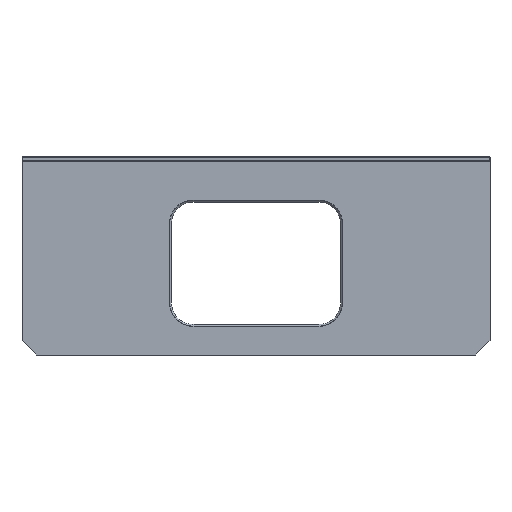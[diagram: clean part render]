
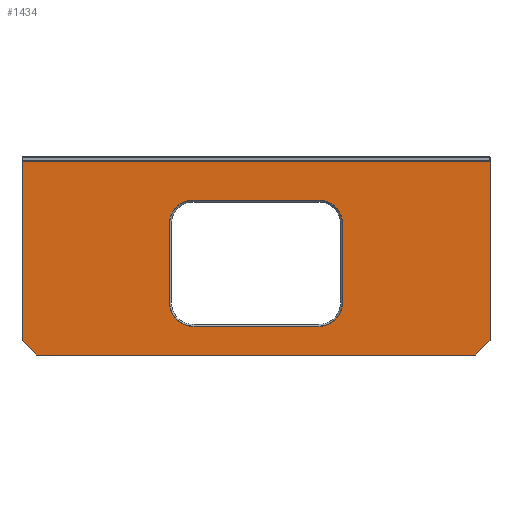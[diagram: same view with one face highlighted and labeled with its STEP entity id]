
A CAD part, top view. The second image highlights one B-rep face of the part: STEP entity #1434.
In plain terms, the highlighted planar face has unit normal (0, 0, 1).
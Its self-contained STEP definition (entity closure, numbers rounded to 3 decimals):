
#29 = CARTESIAN_POINT ( 'NONE',  ( 175., 140.414, 25. ) ) ;
#71 = VERTEX_POINT ( 'NONE', #1014 ) ;
#93 = ORIENTED_EDGE ( 'NONE', *, *, #1171, .T. ) ;
#95 = LINE ( 'NONE', #1618, #417 ) ;
#96 = CARTESIAN_POINT ( 'NONE',  ( -650., -290., 25. ) ) ;
#109 = ORIENTED_EDGE ( 'NONE', *, *, #1203, .T. ) ;
#114 = CARTESIAN_POINT ( 'NONE',  ( 650., 260., 25. ) ) ;
#118 = VERTEX_POINT ( 'NONE', #1488 ) ;
#186 = EDGE_CURVE ( 'NONE', #71, #1604, #1212, .T. ) ;
#237 = LINE ( 'NONE', #1319, #1617 ) ;
#276 = CARTESIAN_POINT ( 'NONE',  ( -650., 260., 25. ) ) ;
#291 = EDGE_CURVE ( 'NONE', #1649, #899, #1515, .T. ) ;
#294 = ORIENTED_EDGE ( 'NONE', *, *, #924, .T. ) ;
#313 = CIRCLE ( 'NONE', #618, 65.414 ) ;
#317 = DIRECTION ( 'NONE',  ( 0., 1., 0. ) ) ;
#330 = LINE ( 'NONE', #1554, #453 ) ;
#359 = AXIS2_PLACEMENT_3D ( 'NONE', #1017, #1415, #1442 ) ;
#365 = DIRECTION ( 'NONE',  ( 0., 0., -1. ) ) ;
#402 = VECTOR ( 'NONE', #910, 1000. ) ;
#417 = VECTOR ( 'NONE', #1336, 1000. ) ;
#423 = CARTESIAN_POINT ( 'NONE',  ( 175., -210.414, 25. ) ) ;
#427 = AXIS2_PLACEMENT_3D ( 'NONE', #1426, #448, #1564 ) ;
#434 = ORIENTED_EDGE ( 'NONE', *, *, #1055, .T. ) ;
#448 = DIRECTION ( 'NONE',  ( 0., 0., -1. ) ) ;
#453 = VECTOR ( 'NONE', #317, 1000. ) ;
#472 = EDGE_CURVE ( 'NONE', #631, #1115, #237, .T. ) ;
#473 = CARTESIAN_POINT ( 'NONE',  ( -175., 140.414, 25. ) ) ;
#497 = CARTESIAN_POINT ( 'NONE',  ( 0., 0., 25. ) ) ;
#505 = LINE ( 'NONE', #96, #539 ) ;
#532 = DIRECTION ( 'NONE',  ( 1., 0., 0. ) ) ;
#539 = VECTOR ( 'NONE', #1715, 1000. ) ;
#550 = VERTEX_POINT ( 'NONE', #473 ) ;
#565 = DIRECTION ( 'NONE',  ( 0.707, 0.707, 0. ) ) ;
#590 = LINE ( 'NONE', #1412, #691 ) ;
#618 = AXIS2_PLACEMENT_3D ( 'NONE', #1111, #721, #861 ) ;
#631 = VERTEX_POINT ( 'NONE', #423 ) ;
#641 = CARTESIAN_POINT ( 'NONE',  ( 610., -290., 25. ) ) ;
#691 = VECTOR ( 'NONE', #1142, 1000. ) ;
#695 = EDGE_LOOP ( 'NONE', ( #1034, #1064, #1532, #1494, #1483, #761 ) ) ;
#721 = DIRECTION ( 'NONE',  ( 0., 0., -1. ) ) ;
#761 = ORIENTED_EDGE ( 'NONE', *, *, #1044, .T. ) ;
#765 = CARTESIAN_POINT ( 'NONE',  ( 450., -450., 25. ) ) ;
#806 = VERTEX_POINT ( 'NONE', #641 ) ;
#808 = VECTOR ( 'NONE', #1088, 1000. ) ;
#825 = EDGE_CURVE ( 'NONE', #899, #1628, #95, .T. ) ;
#829 = EDGE_LOOP ( 'NONE', ( #1102, #1672, #1364, #93, #434, #1773, #294, #109 ) ) ;
#859 = CARTESIAN_POINT ( 'NONE',  ( -175., -210.414, 25. ) ) ;
#861 = DIRECTION ( 'NONE',  ( 1., 0., 0. ) ) ;
#892 = EDGE_CURVE ( 'NONE', #806, #920, #1597, .T. ) ;
#899 = VERTEX_POINT ( 'NONE', #977 ) ;
#910 = DIRECTION ( 'NONE',  ( 0., 1., 0. ) ) ;
#920 = VERTEX_POINT ( 'NONE', #1386 ) ;
#924 = EDGE_CURVE ( 'NONE', #929, #1595, #1366, .T. ) ;
#929 = VERTEX_POINT ( 'NONE', #1651 ) ;
#976 = VERTEX_POINT ( 'NONE', #29 ) ;
#977 = CARTESIAN_POINT ( 'NONE',  ( -650., 260., 25. ) ) ;
#983 = VECTOR ( 'NONE', #565, 1000. ) ;
#988 = LINE ( 'NONE', #1422, #1150 ) ;
#1009 = DIRECTION ( 'NONE',  ( 1., 0., 0. ) ) ;
#1014 = CARTESIAN_POINT ( 'NONE',  ( -240.414, -145., 25. ) ) ;
#1017 = CARTESIAN_POINT ( 'NONE',  ( 175., -145., 25. ) ) ;
#1031 = DIRECTION ( 'NONE',  ( -1., 0., 0. ) ) ;
#1034 = ORIENTED_EDGE ( 'NONE', *, *, #1400, .T. ) ;
#1044 = EDGE_CURVE ( 'NONE', #1628, #118, #590, .T. ) ;
#1052 = CARTESIAN_POINT ( 'NONE',  ( 175., 75., 25. ) ) ;
#1055 = EDGE_CURVE ( 'NONE', #550, #976, #988, .T. ) ;
#1064 = ORIENTED_EDGE ( 'NONE', *, *, #892, .T. ) ;
#1073 = CARTESIAN_POINT ( 'NONE',  ( -650., -250., 25. ) ) ;
#1088 = DIRECTION ( 'NONE',  ( 0., -1., 0. ) ) ;
#1102 = ORIENTED_EDGE ( 'NONE', *, *, #472, .T. ) ;
#1111 = CARTESIAN_POINT ( 'NONE',  ( -175., -145., 25. ) ) ;
#1115 = VERTEX_POINT ( 'NONE', #859 ) ;
#1142 = DIRECTION ( 'NONE',  ( 0.707, -0.707, 0. ) ) ;
#1150 = VECTOR ( 'NONE', #1009, 1000. ) ;
#1171 = EDGE_CURVE ( 'NONE', #1604, #550, #1296, .T. ) ;
#1203 = EDGE_CURVE ( 'NONE', #1595, #631, #1527, .T. ) ;
#1205 = EDGE_CURVE ( 'NONE', #920, #1649, #330, .T. ) ;
#1212 = LINE ( 'NONE', #1726, #402 ) ;
#1283 = PLANE ( 'NONE',  #1697 ) ;
#1296 = CIRCLE ( 'NONE', #427, 65.414 ) ;
#1309 = FACE_BOUND ( 'NONE', #829, .T. ) ;
#1319 = CARTESIAN_POINT ( 'NONE',  ( 0., -210.414, 25. ) ) ;
#1327 = DIRECTION ( 'NONE',  ( 0., 0., 1. ) ) ;
#1336 = DIRECTION ( 'NONE',  ( 0., -1., 0. ) ) ;
#1364 = ORIENTED_EDGE ( 'NONE', *, *, #186, .T. ) ;
#1366 = LINE ( 'NONE', #1500, #808 ) ;
#1374 = CARTESIAN_POINT ( 'NONE',  ( -240.414, 75., 25. ) ) ;
#1381 = DIRECTION ( 'NONE',  ( -1., 0., 0. ) ) ;
#1386 = CARTESIAN_POINT ( 'NONE',  ( 650., -250., 25. ) ) ;
#1400 = EDGE_CURVE ( 'NONE', #118, #806, #505, .T. ) ;
#1412 = CARTESIAN_POINT ( 'NONE',  ( -450., -450., 25. ) ) ;
#1415 = DIRECTION ( 'NONE',  ( 0., 0., -1. ) ) ;
#1422 = CARTESIAN_POINT ( 'NONE',  ( 0., 140.414, 25. ) ) ;
#1426 = CARTESIAN_POINT ( 'NONE',  ( -175., 75., 25. ) ) ;
#1434 = ADVANCED_FACE ( 'NONE', ( #1309, #1471 ), #1283, .T. ) ;
#1442 = DIRECTION ( 'NONE',  ( 1., 0., 0. ) ) ;
#1465 = CIRCLE ( 'NONE', #1698, 65.414 ) ;
#1467 = CARTESIAN_POINT ( 'NONE',  ( 240.414, -145., 25. ) ) ;
#1471 = FACE_OUTER_BOUND ( 'NONE', #695, .T. ) ;
#1483 = ORIENTED_EDGE ( 'NONE', *, *, #825, .T. ) ;
#1488 = CARTESIAN_POINT ( 'NONE',  ( -610., -290., 25. ) ) ;
#1494 = ORIENTED_EDGE ( 'NONE', *, *, #291, .T. ) ;
#1500 = CARTESIAN_POINT ( 'NONE',  ( 240.414, 0., 25. ) ) ;
#1515 = LINE ( 'NONE', #276, #1563 ) ;
#1527 = CIRCLE ( 'NONE', #359, 65.414 ) ;
#1532 = ORIENTED_EDGE ( 'NONE', *, *, #1205, .T. ) ;
#1554 = CARTESIAN_POINT ( 'NONE',  ( 650., 260., 25. ) ) ;
#1563 = VECTOR ( 'NONE', #1381, 1000. ) ;
#1564 = DIRECTION ( 'NONE',  ( 1., 0., 0. ) ) ;
#1581 = DIRECTION ( 'NONE',  ( 1., 0., 0. ) ) ;
#1595 = VERTEX_POINT ( 'NONE', #1467 ) ;
#1597 = LINE ( 'NONE', #765, #983 ) ;
#1604 = VERTEX_POINT ( 'NONE', #1374 ) ;
#1617 = VECTOR ( 'NONE', #1031, 1000. ) ;
#1618 = CARTESIAN_POINT ( 'NONE',  ( -650., 260., 25. ) ) ;
#1628 = VERTEX_POINT ( 'NONE', #1073 ) ;
#1649 = VERTEX_POINT ( 'NONE', #114 ) ;
#1651 = CARTESIAN_POINT ( 'NONE',  ( 240.414, 75., 25. ) ) ;
#1662 = EDGE_CURVE ( 'NONE', #976, #929, #1465, .T. ) ;
#1672 = ORIENTED_EDGE ( 'NONE', *, *, #1711, .T. ) ;
#1697 = AXIS2_PLACEMENT_3D ( 'NONE', #497, #1327, #1581 ) ;
#1698 = AXIS2_PLACEMENT_3D ( 'NONE', #1052, #365, #532 ) ;
#1711 = EDGE_CURVE ( 'NONE', #1115, #71, #313, .T. ) ;
#1715 = DIRECTION ( 'NONE',  ( 1., 0., 0. ) ) ;
#1726 = CARTESIAN_POINT ( 'NONE',  ( -240.414, 0., 25. ) ) ;
#1773 = ORIENTED_EDGE ( 'NONE', *, *, #1662, .T. ) ;
